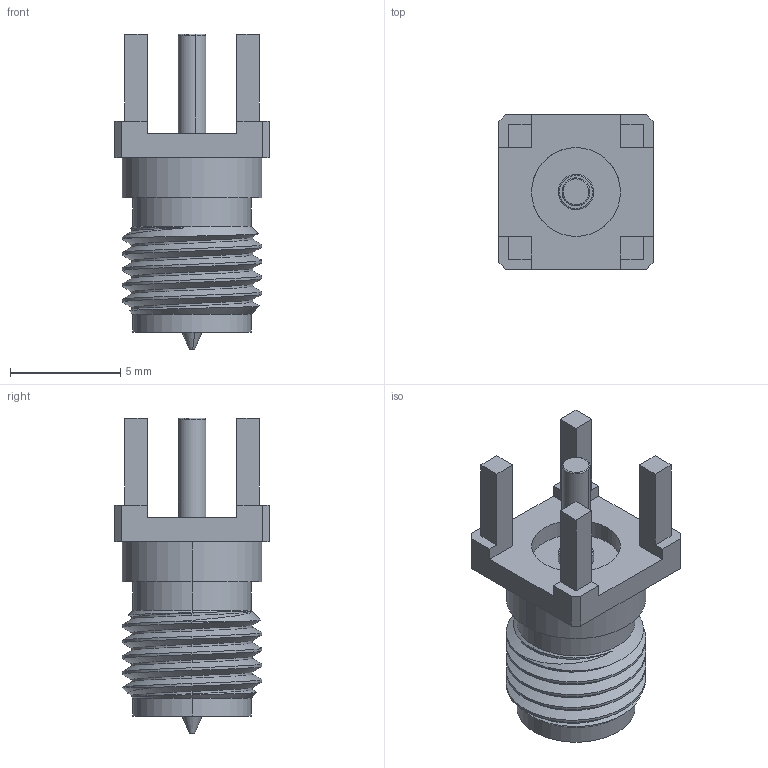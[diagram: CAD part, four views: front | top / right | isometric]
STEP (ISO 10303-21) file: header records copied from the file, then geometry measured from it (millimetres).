
FILE_DESCRIPTION(('STEP AP242'),'1');
FILE_NAME('63012002124503.stp','2021-05-10T05:09:49',('TraceParts'),('TraceParts S.A.'),'Spatial InterOp 3D',' ',' ');
FILE_SCHEMA(('AP242_MANAGED_MODEL_BASED_3D_ENGINEERING_MIM_LF {1 0 10303 442 1 1 4}'));
Length unit declared in the file: millimetre
Products named in the file (1): 63012002124503_1
Bounding box: 7 x 7 x 14.3 mm (x, y, z)
Volume: 246.1 mm3; surface area: 688.6 mm2
Topology: 3 solids, 3 shells, 127 faces, 312 edges, 201 vertices
Faces by surface type: cylinder 54, plane 48, torus 14, cone 9, bspline 2
Entity records: 7915 total; most frequent: CARTESIAN_POINT 3924, ORIENTED_EDGE 624, DIRECTION 619, EDGE_CURVE 312, AXIS2_PLACEMENT_3D 231, VERTEX_POINT 201, LINE 157, VECTOR 157
